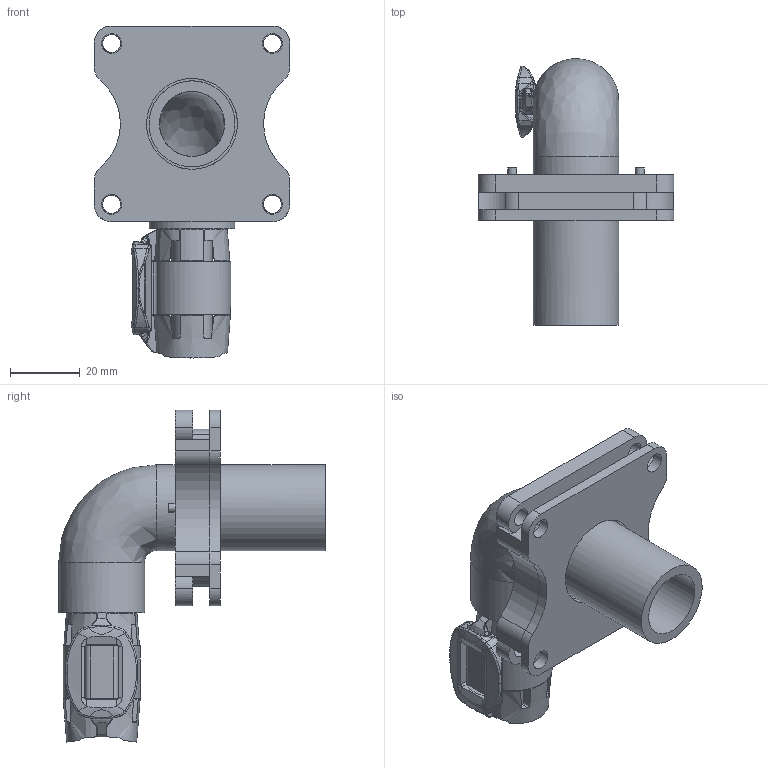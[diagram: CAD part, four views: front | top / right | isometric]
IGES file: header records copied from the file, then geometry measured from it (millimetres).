
Global section: file name: 620803; native system: Autodesk Inventor 2023; preprocessor: unknown; author: JANAN; date: 20250930.160045; units: millimetre
Bounding box: 56 x 76.3 x 95 mm (x, y, z)
Volume: 52187.7 mm3; surface area: 39350.4 mm2
Topology: 6 solids, 6 shells, 550 faces, 1497 edges, 964 vertices
Faces by surface type: bspline 550
